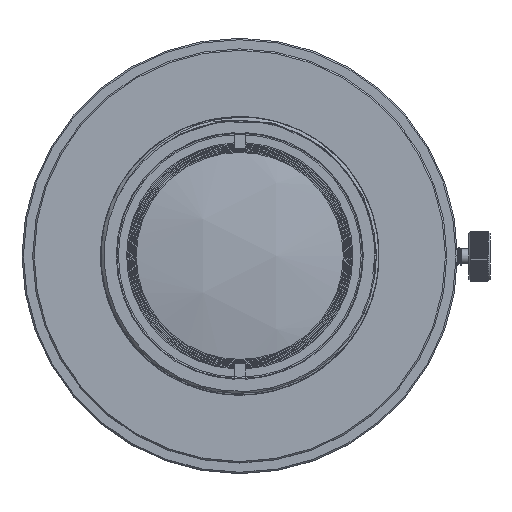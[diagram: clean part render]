
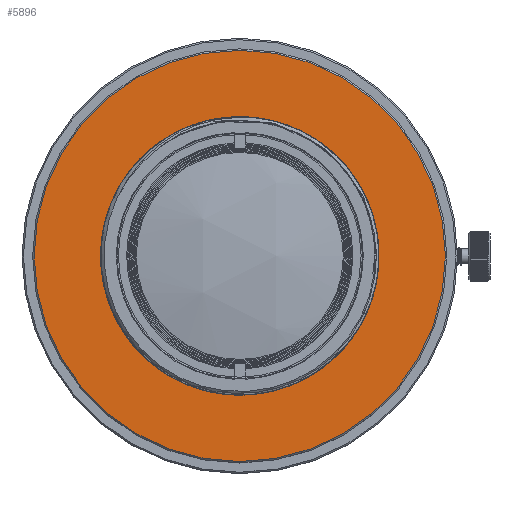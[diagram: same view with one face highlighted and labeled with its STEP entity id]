
A CAD part, top view. The second image highlights one B-rep face of the part: STEP entity #5896.
In plain terms, the highlighted planar face has unit normal (0, 0, 1).
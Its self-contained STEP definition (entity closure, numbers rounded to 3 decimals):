
#527=FACE_BOUND('',#8029,.T.);
#528=FACE_BOUND('',#8030,.T.);
#2371=PLANE('',#20766);
#5896=ADVANCED_FACE('',(#527,#528),#2371,.T.);
#8029=EDGE_LOOP('',(#11990));
#8030=EDGE_LOOP('',(#11991));
#11990=ORIENTED_EDGE('',*,*,#17921,.T.);
#11991=ORIENTED_EDGE('',*,*,#17922,.T.);
#15440=VERTEX_POINT('',#39261);
#15441=VERTEX_POINT('',#39263);
#17921=EDGE_CURVE('',#15440,#15440,#19528,.T.);
#17922=EDGE_CURVE('',#15441,#15441,#19529,.T.);
#19528=CIRCLE('',#20764,18.814);
#19529=CIRCLE('',#20765,28.8);
#20764=AXIS2_PLACEMENT_3D('',#39260,#24078,#24079);
#20765=AXIS2_PLACEMENT_3D('',#39262,#24080,#24081);
#20766=AXIS2_PLACEMENT_3D('',#39264,#24082,#24083);
#24078=DIRECTION('',(0.,0.,-1.));
#24079=DIRECTION('',(1.,0.,0.));
#24080=DIRECTION('',(0.,0.,1.));
#24081=DIRECTION('',(1.,0.,0.));
#24082=DIRECTION('',(0.,0.,1.));
#24083=DIRECTION('',(1.,0.,0.));
#39260=CARTESIAN_POINT('',(0.,0.,88.218));
#39261=CARTESIAN_POINT('',(18.814,0.,88.218));
#39262=CARTESIAN_POINT('',(0.,0.,88.218));
#39263=CARTESIAN_POINT('',(28.8,0.,88.218));
#39264=CARTESIAN_POINT('',(0.,29.,88.218));
